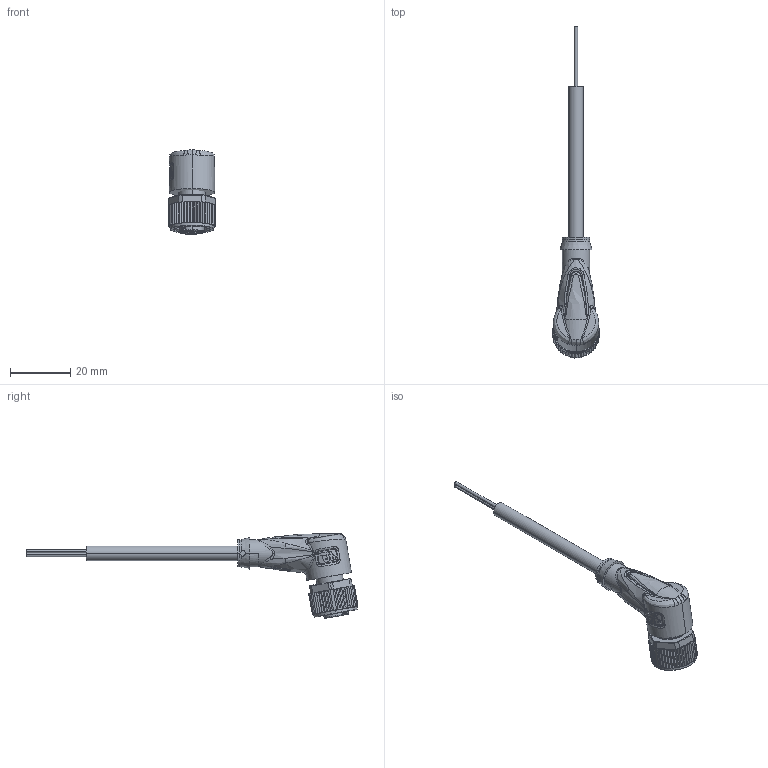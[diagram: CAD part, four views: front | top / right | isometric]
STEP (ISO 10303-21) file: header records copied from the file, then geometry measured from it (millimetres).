
FILE_DESCRIPTION(('STEP AP214'),'1');
FILE_NAME('cctmp_AFAB6D2C-D2C5-4190-AA48-C7E6DD6F30E6_2022_04_27_10_41_42_0134..stp','2022-04-27T08:41:47',('KiM GmbH'),('CADClick - www.CADClick.com'),'Spatial InterOp 3D postprocessed',' ','unknown authorization');
FILE_SCHEMA(('AUTOMOTIVE_DESIGN'));
Length unit declared in the file: millimetre
Products named in the file (7): T194969_1; Connection2; Cable; Connection1; Connection1_2; Connection1_1; T194969
Assembly tree (6 placements, depth 4):
  T194969
    T194969_1
      Connection2
      Cable
      Connection1
        Connection1_2
        Connection1_1
Bounding box: 15.4 x 109.86 x 28.05 mm (x, y, z)
Volume: 6944.7 mm3; surface area: 4984.9 mm2
Topology: 6 solids, 28 shells, 1104 faces, 2818 edges, 1778 vertices
Faces by surface type: plane 495, cylinder 234, torus 162, bspline 149, cone 64
Entity records: 54829 total; most frequent: CARTESIAN_POINT 25641, ORIENTED_EDGE 5586, DIRECTION 5017, EDGE_CURVE 2815, AXIS2_PLACEMENT_3D 1818, VERTEX_POINT 1778, LINE 1381, VECTOR 1381
